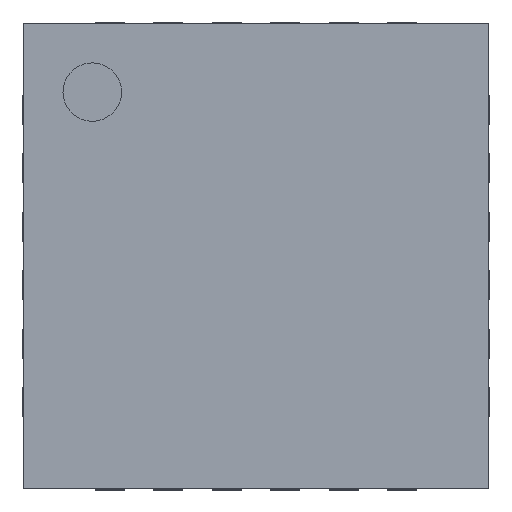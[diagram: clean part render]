
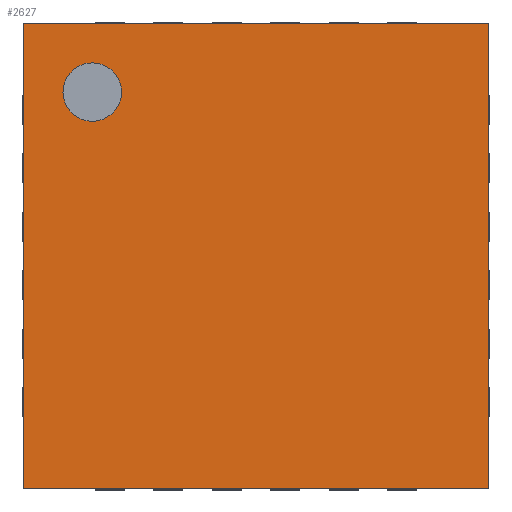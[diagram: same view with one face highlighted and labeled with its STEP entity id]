
A CAD part, top view. The second image highlights one B-rep face of the part: STEP entity #2627.
In plain terms, the highlighted planar face has unit normal (0, 0, 1).
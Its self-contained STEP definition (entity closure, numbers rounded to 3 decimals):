
#12=DIRECTION('',(0.,0.,1.));
#152=VECTOR('',#153,1.);
#153=DIRECTION('',(1.,0.,0.));
#159=VECTOR('',#160,1.);
#160=DIRECTION('',(0.,-1.,0.));
#176=DIRECTION('',(0.,0.,-1.));
#726=VERTEX_POINT('',#727);
#727=CARTESIAN_POINT('',(1.99,1.99,0.77));
#730=EDGE_CURVE('',#726,#731,#733,.T.);
#731=VERTEX_POINT('',#732);
#732=CARTESIAN_POINT('',(1.99,-1.99,0.77));
#733=LINE('',#727,#159);
#836=ORIENTED_EDGE('',*,*,#837,.F.);
#837=EDGE_CURVE('',#838,#726,#840,.T.);
#838=VERTEX_POINT('',#839);
#839=CARTESIAN_POINT('',(-1.99,1.99,0.77));
#840=LINE('',#839,#152);
#955=ORIENTED_EDGE('',*,*,#956,.T.);
#956=EDGE_CURVE('',#838,#957,#959,.T.);
#957=VERTEX_POINT('',#958);
#958=CARTESIAN_POINT('',(-1.99,-1.99,0.77));
#959=LINE('',#839,#159);
#1842=EDGE_CURVE('',#957,#731,#1843,.T.);
#1843=LINE('',#958,#152);
#2627=ADVANCED_FACE('',(#2628,#2632),#2641,.T.);
#2628=FACE_BOUND('',#2629,.T.);
#2629=EDGE_LOOP('',(#836,#955,#2630,#2631));
#2630=ORIENTED_EDGE('',*,*,#1842,.T.);
#2631=ORIENTED_EDGE('',*,*,#730,.F.);
#2632=FACE_BOUND('',#2633,.T.);
#2633=EDGE_LOOP('',(#2634));
#2634=ORIENTED_EDGE('',*,*,#2635,.T.);
#2635=EDGE_CURVE('',#2636,#2636,#2638,.T.);
#2636=VERTEX_POINT('',#2637);
#2637=CARTESIAN_POINT('',(-1.4,1.15,0.77));
#2638=CIRCLE('',#2639,0.25);
#2639=AXIS2_PLACEMENT_3D('',#2640,#176,#160);
#2640=CARTESIAN_POINT('',(-1.4,1.4,0.77));
#2641=PLANE('',#2642);
#2642=AXIS2_PLACEMENT_3D('',#839,#12,#160);
